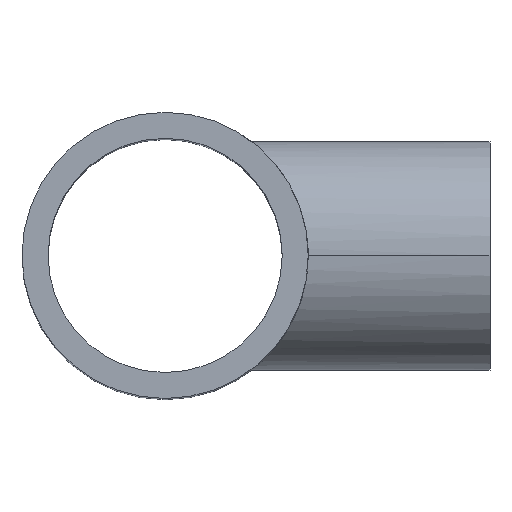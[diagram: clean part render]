
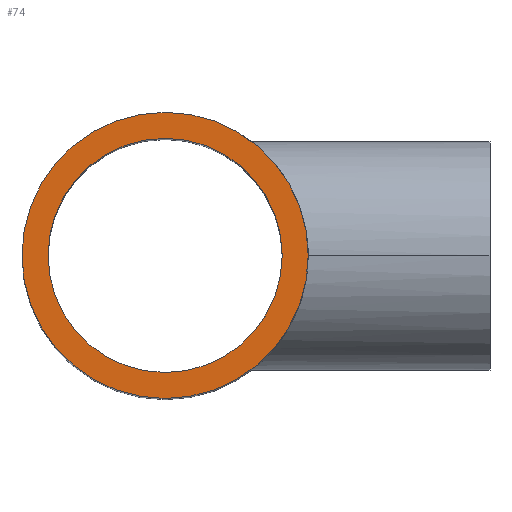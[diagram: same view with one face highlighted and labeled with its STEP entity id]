
A CAD part, top view. The second image highlights one B-rep face of the part: STEP entity #74.
In plain terms, the highlighted planar face has unit normal (0, 0, 1).
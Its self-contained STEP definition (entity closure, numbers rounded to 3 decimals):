
#10 = ORIENTED_EDGE ( 'NONE', *, *, #439, .F. ) ;
#41 = PLANE ( 'NONE',  #42 ) ;
#42 = AXIS2_PLACEMENT_3D ( 'NONE', #519, #759, #92 ) ;
#64 = DIRECTION ( 'NONE',  ( 0., 0., 1. ) ) ;
#74 = ADVANCED_FACE ( 'NONE', ( #404, #154 ), #41, .T. ) ;
#92 = DIRECTION ( 'NONE',  ( 1., 0., 0. ) ) ;
#134 = CARTESIAN_POINT ( 'NONE',  ( 0., 0., 240.5 ) ) ;
#137 = VERTEX_POINT ( 'NONE', #697 ) ;
#141 = ORIENTED_EDGE ( 'NONE', *, *, #777, .T. ) ;
#145 = CIRCLE ( 'NONE', #662, 81.8 ) ;
#154 = FACE_BOUND ( 'NONE', #279, .T. ) ;
#184 = DIRECTION ( 'NONE',  ( 0., 0., 1. ) ) ;
#247 = CARTESIAN_POINT ( 'NONE',  ( 100., 0., 240.5 ) ) ;
#257 = VERTEX_POINT ( 'NONE', #325 ) ;
#265 = VERTEX_POINT ( 'NONE', #438 ) ;
#279 = EDGE_LOOP ( 'NONE', ( #10, #380 ) ) ;
#294 = DIRECTION ( 'NONE',  ( 1., 0., 0. ) ) ;
#307 = CARTESIAN_POINT ( 'NONE',  ( 0., 0., 240.5 ) ) ;
#325 = CARTESIAN_POINT ( 'NONE',  ( 81.8, 0., 240.5 ) ) ;
#335 = EDGE_CURVE ( 'NONE', #762, #265, #779, .T. ) ;
#362 = AXIS2_PLACEMENT_3D ( 'NONE', #134, #64, #738 ) ;
#365 = DIRECTION ( 'NONE',  ( 1., 0., 0. ) ) ;
#380 = ORIENTED_EDGE ( 'NONE', *, *, #607, .F. ) ;
#404 = FACE_OUTER_BOUND ( 'NONE', #578, .T. ) ;
#438 = CARTESIAN_POINT ( 'NONE',  ( -100., 0., 240.5 ) ) ;
#439 = EDGE_CURVE ( 'NONE', #137, #257, #599, .T. ) ;
#463 = AXIS2_PLACEMENT_3D ( 'NONE', #716, #652, #365 ) ;
#484 = DIRECTION ( 'NONE',  ( 0., 0., 1. ) ) ;
#502 = AXIS2_PLACEMENT_3D ( 'NONE', #530, #484, #294 ) ;
#504 = ORIENTED_EDGE ( 'NONE', *, *, #335, .T. ) ;
#519 = CARTESIAN_POINT ( 'NONE',  ( 0., 0., 240.5 ) ) ;
#530 = CARTESIAN_POINT ( 'NONE',  ( 0., 0., 240.5 ) ) ;
#578 = EDGE_LOOP ( 'NONE', ( #141, #504 ) ) ;
#599 = CIRCLE ( 'NONE', #502, 81.8 ) ;
#607 = EDGE_CURVE ( 'NONE', #257, #137, #145, .T. ) ;
#621 = DIRECTION ( 'NONE',  ( 1., 0., 0. ) ) ;
#652 = DIRECTION ( 'NONE',  ( 0., 0., 1. ) ) ;
#662 = AXIS2_PLACEMENT_3D ( 'NONE', #307, #184, #621 ) ;
#697 = CARTESIAN_POINT ( 'NONE',  ( -81.8, 0., 240.5 ) ) ;
#699 = CIRCLE ( 'NONE', #362, 100. ) ;
#716 = CARTESIAN_POINT ( 'NONE',  ( 0., 0., 240.5 ) ) ;
#738 = DIRECTION ( 'NONE',  ( 1., 0., 0. ) ) ;
#759 = DIRECTION ( 'NONE',  ( 0., 0., 1. ) ) ;
#762 = VERTEX_POINT ( 'NONE', #247 ) ;
#777 = EDGE_CURVE ( 'NONE', #265, #762, #699, .T. ) ;
#779 = CIRCLE ( 'NONE', #463, 100. ) ;
